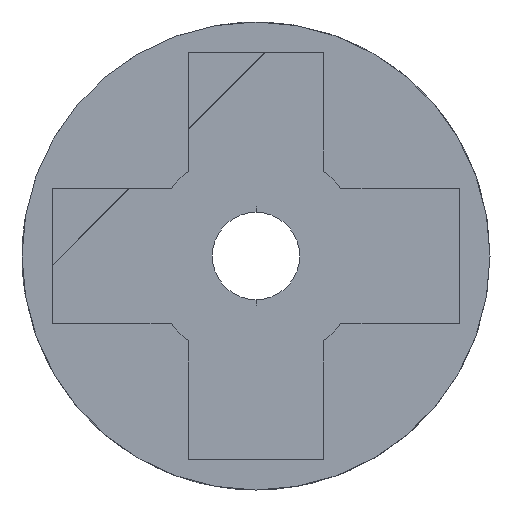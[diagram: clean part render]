
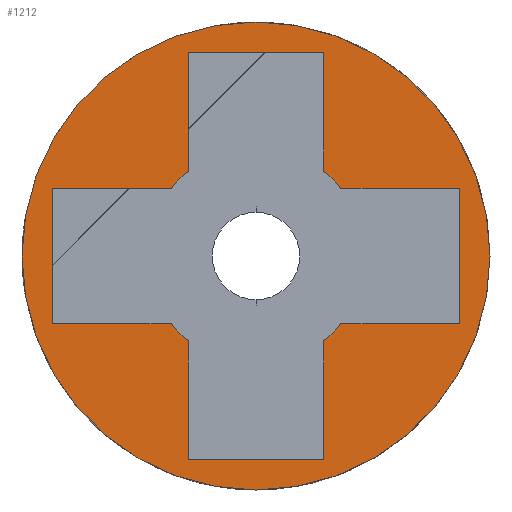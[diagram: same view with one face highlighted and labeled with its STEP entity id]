
A CAD part, front view. The second image highlights one B-rep face of the part: STEP entity #1212.
In plain terms, the highlighted planar face has unit normal (0, -1, 0).
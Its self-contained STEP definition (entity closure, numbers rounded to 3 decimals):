
#7 = EDGE_CURVE ( 'NONE', #558, #1567, #514, .T. ) ;
#22 = DIRECTION ( 'NONE',  ( 0., 0., 1. ) ) ;
#23 = CARTESIAN_POINT ( 'NONE',  ( 2., 0., 6. ) ) ;
#34 = EDGE_CURVE ( 'NONE', #480, #62, #1097, .T. ) ;
#35 = CARTESIAN_POINT ( 'NONE',  ( 2., 0., 6. ) ) ;
#56 = AXIS2_PLACEMENT_3D ( 'NONE', #566, #624, #630 ) ;
#62 = VERTEX_POINT ( 'NONE', #556 ) ;
#63 = VERTEX_POINT ( 'NONE', #669 ) ;
#77 = EDGE_CURVE ( 'NONE', #1112, #1252, #389, .T. ) ;
#101 = CARTESIAN_POINT ( 'NONE',  ( 2.498, 0., 2. ) ) ;
#117 = CIRCLE ( 'NONE', #381, 3.2 ) ;
#132 = VERTEX_POINT ( 'NONE', #1557 ) ;
#148 = CARTESIAN_POINT ( 'NONE',  ( 0., 0., 0. ) ) ;
#166 = VECTOR ( 'NONE', #441, 1000. ) ;
#173 = DIRECTION ( 'NONE',  ( 0., -1., 0. ) ) ;
#177 = CARTESIAN_POINT ( 'NONE',  ( 6., 0., -2. ) ) ;
#182 = VERTEX_POINT ( 'NONE', #437 ) ;
#195 = EDGE_CURVE ( 'NONE', #182, #511, #990, .T. ) ;
#215 = ORIENTED_EDGE ( 'NONE', *, *, #705, .F. ) ;
#227 = DIRECTION ( 'NONE',  ( 0., 0., -1. ) ) ;
#236 = DIRECTION ( 'NONE',  ( 0., 0., -1. ) ) ;
#239 = CARTESIAN_POINT ( 'NONE',  ( -2.498, 0., -2. ) ) ;
#244 = LINE ( 'NONE', #973, #1437 ) ;
#251 = CARTESIAN_POINT ( 'NONE',  ( -6., 0., 2. ) ) ;
#265 = DIRECTION ( 'NONE',  ( 0., 0., 1. ) ) ;
#276 = ORIENTED_EDGE ( 'NONE', *, *, #1054, .F. ) ;
#287 = ORIENTED_EDGE ( 'NONE', *, *, #439, .F. ) ;
#292 = AXIS2_PLACEMENT_3D ( 'NONE', #1164, #1171, #1177 ) ;
#319 = CARTESIAN_POINT ( 'NONE',  ( -2., 0., -6. ) ) ;
#334 = EDGE_CURVE ( 'NONE', #742, #1179, #1008, .T. ) ;
#339 = DIRECTION ( 'NONE',  ( 1., 0., 0. ) ) ;
#345 = CIRCLE ( 'NONE', #465, 6.89 ) ;
#356 = CIRCLE ( 'NONE', #292, 3.2 ) ;
#381 = AXIS2_PLACEMENT_3D ( 'NONE', #1064, #1070, #1086 ) ;
#389 = CIRCLE ( 'NONE', #1452, 6.89 ) ;
#397 = DIRECTION ( 'NONE',  ( 0., -1., 0. ) ) ;
#401 = ORIENTED_EDGE ( 'NONE', *, *, #34, .F. ) ;
#405 = CARTESIAN_POINT ( 'NONE',  ( 6., 0., -2. ) ) ;
#431 = VERTEX_POINT ( 'NONE', #967 ) ;
#437 = CARTESIAN_POINT ( 'NONE',  ( 2.498, 0., -2. ) ) ;
#439 = EDGE_CURVE ( 'NONE', #431, #132, #861, .T. ) ;
#441 = DIRECTION ( 'NONE',  ( -1., 0., 0. ) ) ;
#446 = ORIENTED_EDGE ( 'NONE', *, *, #1062, .F. ) ;
#459 = EDGE_CURVE ( 'NONE', #1199, #1055, #244, .T. ) ;
#465 = AXIS2_PLACEMENT_3D ( 'NONE', #1481, #1486, #1488 ) ;
#480 = VERTEX_POINT ( 'NONE', #1077 ) ;
#481 = ORIENTED_EDGE ( 'NONE', *, *, #195, .F. ) ;
#502 = ORIENTED_EDGE ( 'NONE', *, *, #1249, .F. ) ;
#508 = EDGE_CURVE ( 'NONE', #1449, #742, #512, .T. ) ;
#511 = VERTEX_POINT ( 'NONE', #1405 ) ;
#512 = LINE ( 'NONE', #1319, #1404 ) ;
#513 = DIRECTION ( 'NONE',  ( 1., 0., 0. ) ) ;
#514 = LINE ( 'NONE', #1262, #166 ) ;
#517 = CARTESIAN_POINT ( 'NONE',  ( 6.89, 0., 0. ) ) ;
#527 = ORIENTED_EDGE ( 'NONE', *, *, #1119, .F. ) ;
#544 = CARTESIAN_POINT ( 'NONE',  ( 2., 0., 6. ) ) ;
#553 = EDGE_LOOP ( 'NONE', ( #877, #1347, #287, #732, #446, #527, #805, #837, #481, #215, #502, #1540, #1482, #276, #401, #978 ) ) ;
#554 = VECTOR ( 'NONE', #1042, 1000. ) ;
#556 = CARTESIAN_POINT ( 'NONE',  ( -2.498, 0., -2. ) ) ;
#558 = VERTEX_POINT ( 'NONE', #1520 ) ;
#566 = CARTESIAN_POINT ( 'NONE',  ( 0., 0., 0. ) ) ;
#575 = VECTOR ( 'NONE', #766, 1000. ) ;
#582 = AXIS2_PLACEMENT_3D ( 'NONE', #1359, #1378, #1448 ) ;
#619 = CIRCLE ( 'NONE', #1387, 3.2 ) ;
#624 = DIRECTION ( 'NONE',  ( 0., -1., 0. ) ) ;
#630 = DIRECTION ( 'NONE',  ( 0., 0., 1. ) ) ;
#640 = VECTOR ( 'NONE', #1357, 1000. ) ;
#650 = CARTESIAN_POINT ( 'NONE',  ( 2., 0., 2.498 ) ) ;
#669 = CARTESIAN_POINT ( 'NONE',  ( 2., 0., -2.498 ) ) ;
#705 = EDGE_CURVE ( 'NONE', #63, #182, #117, .T. ) ;
#713 = FACE_OUTER_BOUND ( 'NONE', #1385, .T. ) ;
#732 = ORIENTED_EDGE ( 'NONE', *, *, #754, .F. ) ;
#742 = VERTEX_POINT ( 'NONE', #1222 ) ;
#754 = EDGE_CURVE ( 'NONE', #1284, #431, #1221, .T. ) ;
#758 = CARTESIAN_POINT ( 'NONE',  ( -6., 0., 2. ) ) ;
#766 = DIRECTION ( 'NONE',  ( 1., 0., 0. ) ) ;
#803 = EDGE_CURVE ( 'NONE', #1055, #480, #1184, .T. ) ;
#805 = ORIENTED_EDGE ( 'NONE', *, *, #7, .F. ) ;
#827 = VECTOR ( 'NONE', #513, 1000. ) ;
#837 = ORIENTED_EDGE ( 'NONE', *, *, #1274, .F. ) ;
#861 = LINE ( 'NONE', #960, #554 ) ;
#876 = LINE ( 'NONE', #177, #1455 ) ;
#877 = ORIENTED_EDGE ( 'NONE', *, *, #459, .F. ) ;
#878 = VECTOR ( 'NONE', #227, 1000. ) ;
#896 = VECTOR ( 'NONE', #265, 1000. ) ;
#923 = VERTEX_POINT ( 'NONE', #650 ) ;
#960 = CARTESIAN_POINT ( 'NONE',  ( -2., 0., 2.498 ) ) ;
#967 = CARTESIAN_POINT ( 'NONE',  ( -2., 0., 6. ) ) ;
#973 = CARTESIAN_POINT ( 'NONE',  ( -6., 0., 2. ) ) ;
#978 = ORIENTED_EDGE ( 'NONE', *, *, #803, .F. ) ;
#990 = LINE ( 'NONE', #405, #575 ) ;
#993 = DIRECTION ( 'NONE',  ( 1., 0., 0. ) ) ;
#1004 = ORIENTED_EDGE ( 'NONE', *, *, #1454, .T. ) ;
#1008 = LINE ( 'NONE', #319, #1279 ) ;
#1017 = CARTESIAN_POINT ( 'NONE',  ( -6.89, 0., 0. ) ) ;
#1042 = DIRECTION ( 'NONE',  ( 0., 0., -1. ) ) ;
#1054 = EDGE_CURVE ( 'NONE', #62, #1449, #619, .T. ) ;
#1055 = VERTEX_POINT ( 'NONE', #758 ) ;
#1062 = EDGE_CURVE ( 'NONE', #923, #1284, #1198, .T. ) ;
#1064 = CARTESIAN_POINT ( 'NONE',  ( 0., 0., 0. ) ) ;
#1070 = DIRECTION ( 'NONE',  ( 0., -1., 0. ) ) ;
#1073 = ORIENTED_EDGE ( 'NONE', *, *, #77, .T. ) ;
#1077 = CARTESIAN_POINT ( 'NONE',  ( -6., 0., -2. ) ) ;
#1086 = DIRECTION ( 'NONE',  ( 0., 0., 1. ) ) ;
#1097 = LINE ( 'NONE', #239, #827 ) ;
#1110 = CARTESIAN_POINT ( 'NONE',  ( 0., 0., 0. ) ) ;
#1112 = VERTEX_POINT ( 'NONE', #517 ) ;
#1119 = EDGE_CURVE ( 'NONE', #1567, #923, #1433, .T. ) ;
#1126 = CARTESIAN_POINT ( 'NONE',  ( 2., 0., -6. ) ) ;
#1159 = DIRECTION ( 'NONE',  ( -1., 0., 0. ) ) ;
#1164 = CARTESIAN_POINT ( 'NONE',  ( 0., 0., 0. ) ) ;
#1171 = DIRECTION ( 'NONE',  ( 0., -1., 0. ) ) ;
#1177 = DIRECTION ( 'NONE',  ( 0., 0., -1. ) ) ;
#1179 = VERTEX_POINT ( 'NONE', #1126 ) ;
#1184 = LINE ( 'NONE', #251, #878 ) ;
#1198 = LINE ( 'NONE', #23, #896 ) ;
#1199 = VERTEX_POINT ( 'NONE', #1240 ) ;
#1212 = ADVANCED_FACE ( 'NONE', ( #1293, #713 ), #1247, .T. ) ;
#1221 = LINE ( 'NONE', #544, #640 ) ;
#1222 = CARTESIAN_POINT ( 'NONE',  ( -2., 0., -6. ) ) ;
#1234 = CARTESIAN_POINT ( 'NONE',  ( 2., 0., -2.498 ) ) ;
#1239 = CARTESIAN_POINT ( 'NONE',  ( -2., 0., -2.498 ) ) ;
#1240 = CARTESIAN_POINT ( 'NONE',  ( -2.498, 0., 2. ) ) ;
#1247 = PLANE ( 'NONE',  #582 ) ;
#1249 = EDGE_CURVE ( 'NONE', #1179, #63, #1529, .T. ) ;
#1252 = VERTEX_POINT ( 'NONE', #1017 ) ;
#1257 = VECTOR ( 'NONE', #1569, 1000. ) ;
#1262 = CARTESIAN_POINT ( 'NONE',  ( 2.498, 0., 2. ) ) ;
#1274 = EDGE_CURVE ( 'NONE', #511, #558, #876, .T. ) ;
#1279 = VECTOR ( 'NONE', #339, 1000. ) ;
#1284 = VERTEX_POINT ( 'NONE', #35 ) ;
#1293 = FACE_BOUND ( 'NONE', #553, .T. ) ;
#1311 = DIRECTION ( 'NONE',  ( 0., 0., -1. ) ) ;
#1319 = CARTESIAN_POINT ( 'NONE',  ( -2., 0., -6. ) ) ;
#1347 = ORIENTED_EDGE ( 'NONE', *, *, #1407, .F. ) ;
#1357 = DIRECTION ( 'NONE',  ( -1., 0., 0. ) ) ;
#1359 = CARTESIAN_POINT ( 'NONE',  ( 0., 0., 0. ) ) ;
#1378 = DIRECTION ( 'NONE',  ( 0., -1., 0. ) ) ;
#1385 = EDGE_LOOP ( 'NONE', ( #1073, #1004 ) ) ;
#1387 = AXIS2_PLACEMENT_3D ( 'NONE', #148, #173, #236 ) ;
#1404 = VECTOR ( 'NONE', #1311, 1000. ) ;
#1405 = CARTESIAN_POINT ( 'NONE',  ( 6., 0., -2. ) ) ;
#1407 = EDGE_CURVE ( 'NONE', #132, #1199, #356, .T. ) ;
#1433 = CIRCLE ( 'NONE', #56, 3.2 ) ;
#1437 = VECTOR ( 'NONE', #1159, 1000. ) ;
#1448 = DIRECTION ( 'NONE',  ( 1., 0., 0. ) ) ;
#1449 = VERTEX_POINT ( 'NONE', #1239 ) ;
#1452 = AXIS2_PLACEMENT_3D ( 'NONE', #1110, #397, #993 ) ;
#1454 = EDGE_CURVE ( 'NONE', #1252, #1112, #345, .T. ) ;
#1455 = VECTOR ( 'NONE', #22, 1000. ) ;
#1481 = CARTESIAN_POINT ( 'NONE',  ( 0., 0., 0. ) ) ;
#1482 = ORIENTED_EDGE ( 'NONE', *, *, #508, .F. ) ;
#1486 = DIRECTION ( 'NONE',  ( 0., -1., 0. ) ) ;
#1488 = DIRECTION ( 'NONE',  ( 1., 0., 0. ) ) ;
#1520 = CARTESIAN_POINT ( 'NONE',  ( 6., 0., 2. ) ) ;
#1529 = LINE ( 'NONE', #1234, #1257 ) ;
#1540 = ORIENTED_EDGE ( 'NONE', *, *, #334, .F. ) ;
#1557 = CARTESIAN_POINT ( 'NONE',  ( -2., 0., 2.498 ) ) ;
#1567 = VERTEX_POINT ( 'NONE', #101 ) ;
#1569 = DIRECTION ( 'NONE',  ( 0., 0., 1. ) ) ;
